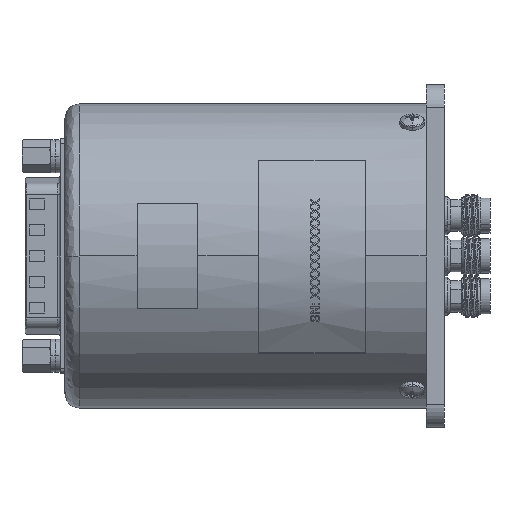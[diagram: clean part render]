
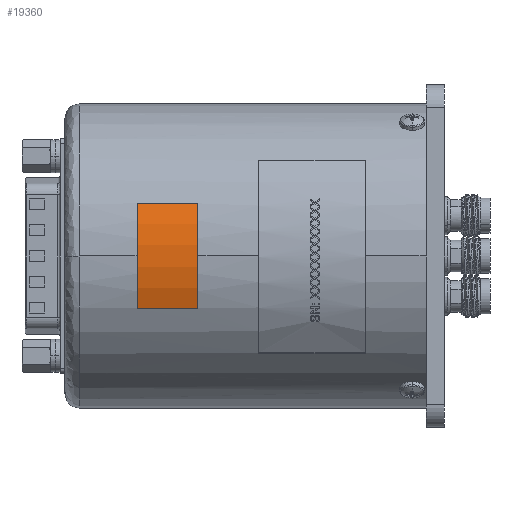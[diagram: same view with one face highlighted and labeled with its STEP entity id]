
A CAD part, left-side view. The second image highlights one B-rep face of the part: STEP entity #19360.
In plain terms, the highlighted cylindrical face has radius 25.483 mm (diameter 50.966 mm), a partial arc.
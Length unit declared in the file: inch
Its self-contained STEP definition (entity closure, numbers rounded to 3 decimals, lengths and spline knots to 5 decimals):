
#101 = CYLINDRICAL_SURFACE ( 'NONE', #46708, 1.00326 ) ;
#4284 = VECTOR ( 'NONE', #16367, 39.37008 ) ;
#6151 = DIRECTION ( 'NONE',  ( 0., 0., 1. ) ) ;
#8605 = VERTEX_POINT ( 'NONE', #11673 ) ;
#9967 = CARTESIAN_POINT ( 'NONE',  ( -0.34536, 1.9, 0.94195 ) ) ;
#10468 = VERTEX_POINT ( 'NONE', #16662 ) ;
#11673 = CARTESIAN_POINT ( 'NONE',  ( -0.34536, 1.9, 0.94195 ) ) ;
#12417 = DIRECTION ( 'NONE',  ( 0., -1., 0. ) ) ;
#13891 = DIRECTION ( 'NONE',  ( 0., -1., 0. ) ) ;
#15643 = CARTESIAN_POINT ( 'NONE',  ( 0.34726, 1.9, 0.94125 ) ) ;
#15869 = ORIENTED_EDGE ( 'NONE', *, *, #34734, .T. ) ;
#16367 = DIRECTION ( 'NONE',  ( 0., -1., 0. ) ) ;
#16662 = CARTESIAN_POINT ( 'NONE',  ( 0.34726, 1.5, 0.94125 ) ) ;
#17649 = CARTESIAN_POINT ( 'NONE',  ( 0., 1.9, 0. ) ) ;
#18130 = DIRECTION ( 'NONE',  ( 0., 0., 1. ) ) ;
#19345 = VERTEX_POINT ( 'NONE', #31861 ) ;
#19360 = ADVANCED_FACE ( 'NONE', ( #46800 ), #101, .T. ) ;
#21449 = ORIENTED_EDGE ( 'NONE', *, *, #29003, .F. ) ;
#22229 = AXIS2_PLACEMENT_3D ( 'NONE', #45446, #31216, #6151 ) ;
#23528 = LINE ( 'NONE', #30410, #33379 ) ;
#27708 = LINE ( 'NONE', #9967, #4284 ) ;
#28080 = DIRECTION ( 'NONE',  ( 0., 0., -1. ) ) ;
#28157 = VERTEX_POINT ( 'NONE', #15643 ) ;
#29003 = EDGE_CURVE ( 'NONE', #28157, #10468, #23528, .T. ) ;
#30410 = CARTESIAN_POINT ( 'NONE',  ( 0.34726, 1.9, 0.94125 ) ) ;
#31216 = DIRECTION ( 'NONE',  ( 0., 1., 0. ) ) ;
#31861 = CARTESIAN_POINT ( 'NONE',  ( -0.34536, 1.5, 0.94195 ) ) ;
#33379 = VECTOR ( 'NONE', #12417, 39.37008 ) ;
#34345 = CIRCLE ( 'NONE', #22229, 1.00326 ) ;
#34734 = EDGE_CURVE ( 'NONE', #8605, #19345, #27708, .T. ) ;
#38466 = ORIENTED_EDGE ( 'NONE', *, *, #46253, .T. ) ;
#39173 = CIRCLE ( 'NONE', #45192, 1.00326 ) ;
#40855 = EDGE_CURVE ( 'NONE', #8605, #28157, #39173, .T. ) ;
#41829 = EDGE_LOOP ( 'NONE', ( #38466, #21449, #45309, #15869 ) ) ;
#42547 = CARTESIAN_POINT ( 'NONE',  ( 0., 1.9, 0. ) ) ;
#45192 = AXIS2_PLACEMENT_3D ( 'NONE', #42547, #46324, #18130 ) ;
#45309 = ORIENTED_EDGE ( 'NONE', *, *, #40855, .F. ) ;
#45446 = CARTESIAN_POINT ( 'NONE',  ( 0., 1.5, 0. ) ) ;
#46253 = EDGE_CURVE ( 'NONE', #19345, #10468, #34345, .T. ) ;
#46324 = DIRECTION ( 'NONE',  ( 0., 1., 0. ) ) ;
#46708 = AXIS2_PLACEMENT_3D ( 'NONE', #17649, #13891, #28080 ) ;
#46800 = FACE_OUTER_BOUND ( 'NONE', #41829, .T. ) ;
